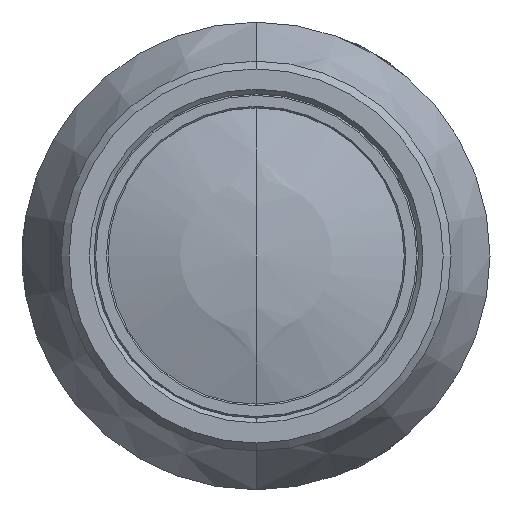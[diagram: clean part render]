
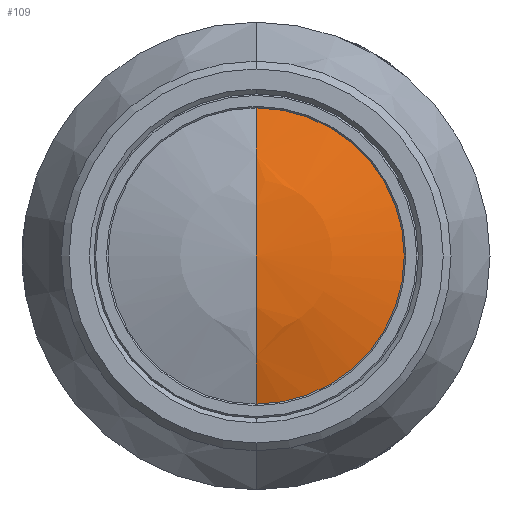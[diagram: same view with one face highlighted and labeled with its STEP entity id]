
A CAD part, left-side view. The second image highlights one B-rep face of the part: STEP entity #109.
In plain terms, the highlighted spherical face has radius 28.348 mm.
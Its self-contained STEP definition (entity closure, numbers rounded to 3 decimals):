
#78 = EDGE_CURVE('',#79,#81,#83,.T.);
#79 = VERTEX_POINT('',#80);
#80 = CARTESIAN_POINT('',(10.849,0.,9.6));
#81 = VERTEX_POINT('',#82);
#82 = CARTESIAN_POINT('',(9.174,0.,0.));
#83 = CIRCLE('',#84,28.348);
#84 = AXIS2_PLACEMENT_3D('',#85,#86,#87);
#85 = CARTESIAN_POINT('',(37.522,0.,0.));
#86 = DIRECTION('',(0.,-1.,0.));
#87 = DIRECTION('',(-0.941,0.,0.339));
#90 = VERTEX_POINT('',#91);
#91 = CARTESIAN_POINT('',(10.849,0.,-9.6));
#98 = EDGE_CURVE('',#90,#81,#99,.T.);
#99 = CIRCLE('',#100,28.348);
#100 = AXIS2_PLACEMENT_3D('',#101,#102,#103);
#101 = CARTESIAN_POINT('',(37.522,0.,0.));
#102 = DIRECTION('',(0.,1.,0.));
#103 = DIRECTION('',(-0.941,0.,-0.339));
#109 = ADVANCED_FACE('',(#110),#121,.T.);
#110 = FACE_BOUND('',#111,.T.);
#111 = EDGE_LOOP('',(#112,#119,#120));
#112 = ORIENTED_EDGE('',*,*,#113,.T.);
#113 = EDGE_CURVE('',#90,#79,#114,.T.);
#114 = CIRCLE('',#115,9.6);
#115 = AXIS2_PLACEMENT_3D('',#116,#117,#118);
#116 = CARTESIAN_POINT('',(10.849,0.,0.));
#117 = DIRECTION('',(-1.,0.,0.));
#118 = DIRECTION('',(0.,0.,-1.));
#119 = ORIENTED_EDGE('',*,*,#78,.T.);
#120 = ORIENTED_EDGE('',*,*,#98,.F.);
#121 = SPHERICAL_SURFACE('',#122,28.348);
#122 = AXIS2_PLACEMENT_3D('',#123,#124,#125);
#123 = CARTESIAN_POINT('',(37.522,0.,0.));
#124 = DIRECTION('',(1.,0.,0.));
#125 = DIRECTION('',(0.,0.,1.));
